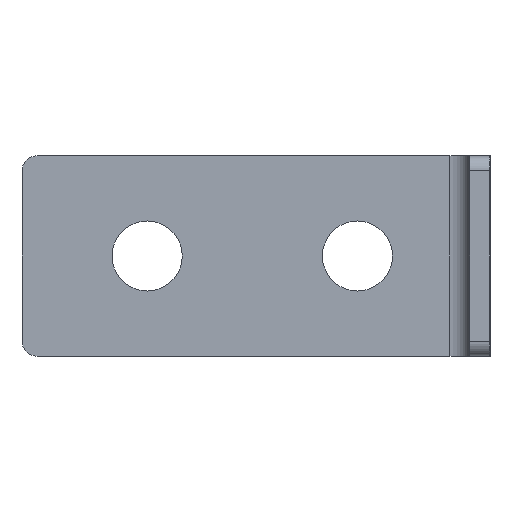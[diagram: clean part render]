
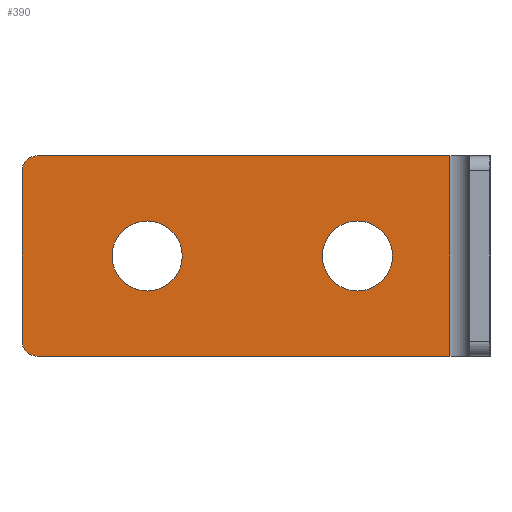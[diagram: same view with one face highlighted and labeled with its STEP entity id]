
A CAD part, left-side view. The second image highlights one B-rep face of the part: STEP entity #390.
In plain terms, the highlighted planar face has unit normal (-1, 0, 0).
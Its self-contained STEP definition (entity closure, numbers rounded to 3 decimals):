
#21=FACE_BOUND('',#85,.T.);
#22=FACE_BOUND('',#86,.T.);
#34=PLANE('',#455);
#56=FACE_OUTER_BOUND('',#84,.T.);
#84=EDGE_LOOP('',(#351,#352,#353,#354,#355,#356));
#85=EDGE_LOOP('',(#357));
#86=EDGE_LOOP('',(#358));
#91=LINE('',#589,#123);
#97=LINE('',#609,#129);
#112=LINE('',#658,#144);
#116=LINE('',#671,#148);
#123=VECTOR('',#470,10.);
#129=VECTOR('',#490,10.);
#144=VECTOR('',#543,10.);
#148=VECTOR('',#561,10.);
#151=CIRCLE('',#415,3.);
#156=CIRCLE('',#423,3.);
#169=CIRCLE('',#452,7.);
#170=CIRCLE('',#454,7.);
#171=VERTEX_POINT('',#576);
#172=VERTEX_POINT('',#577);
#176=VERTEX_POINT('',#587);
#182=VERTEX_POINT('',#603);
#183=VERTEX_POINT('',#607);
#197=VERTEX_POINT('',#647);
#201=VERTEX_POINT('',#673);
#202=VERTEX_POINT('',#677);
#203=EDGE_CURVE('',#171,#172,#151,.T.);
#209=EDGE_CURVE('',#176,#171,#91,.T.);
#216=EDGE_CURVE('',#182,#176,#156,.T.);
#219=EDGE_CURVE('',#183,#182,#97,.T.);
#244=EDGE_CURVE('',#183,#197,#112,.T.);
#250=EDGE_CURVE('',#172,#197,#116,.T.);
#252=EDGE_CURVE('',#201,#201,#169,.T.);
#254=EDGE_CURVE('',#202,#202,#170,.T.);
#351=ORIENTED_EDGE('',*,*,#203,.F.);
#352=ORIENTED_EDGE('',*,*,#209,.F.);
#353=ORIENTED_EDGE('',*,*,#216,.F.);
#354=ORIENTED_EDGE('',*,*,#219,.F.);
#355=ORIENTED_EDGE('',*,*,#244,.T.);
#356=ORIENTED_EDGE('',*,*,#250,.F.);
#357=ORIENTED_EDGE('',*,*,#252,.T.);
#358=ORIENTED_EDGE('',*,*,#254,.T.);
#390=ADVANCED_FACE('',(#56,#21,#22),#34,.T.);
#415=AXIS2_PLACEMENT_3D('',#578,#460,#461);
#423=AXIS2_PLACEMENT_3D('',#604,#484,#485);
#452=AXIS2_PLACEMENT_3D('',#675,#565,#566);
#454=AXIS2_PLACEMENT_3D('',#679,#570,#571);
#455=AXIS2_PLACEMENT_3D('',#680,#572,#573);
#460=DIRECTION('center_axis',(1.,0.,0.));
#461=DIRECTION('ref_axis',(0.,0.707,0.707));
#470=DIRECTION('',(0.,0.,1.));
#484=DIRECTION('center_axis',(1.,0.,0.));
#485=DIRECTION('ref_axis',(0.,0.707,-0.707));
#490=DIRECTION('',(0.,1.,0.));
#543=DIRECTION('',(0.,0.,1.));
#561=DIRECTION('',(0.,-1.,0.));
#565=DIRECTION('center_axis',(1.,0.,0.));
#566=DIRECTION('ref_axis',(0.,1.,0.));
#570=DIRECTION('center_axis',(1.,0.,0.));
#571=DIRECTION('ref_axis',(0.,1.,0.));
#572=DIRECTION('center_axis',(-1.,0.,0.));
#573=DIRECTION('ref_axis',(0.,0.,1.));
#576=CARTESIAN_POINT('',(-90.524,93.476,37.));
#577=CARTESIAN_POINT('',(-90.524,90.476,40.));
#578=CARTESIAN_POINT('Origin',(-90.524,90.476,37.));
#587=CARTESIAN_POINT('',(-90.524,93.476,3.));
#589=CARTESIAN_POINT('',(-90.524,93.476,40.));
#603=CARTESIAN_POINT('',(-90.524,90.476,0.));
#604=CARTESIAN_POINT('Origin',(-90.524,90.476,3.));
#607=CARTESIAN_POINT('',(-90.524,8.,0.));
#609=CARTESIAN_POINT('',(-90.524,93.476,0.));
#647=CARTESIAN_POINT('',(-90.524,8.,40.));
#658=CARTESIAN_POINT('',(-90.524,8.,30.));
#671=CARTESIAN_POINT('',(-90.524,-86.524,40.));
#673=CARTESIAN_POINT('',(-90.524,61.476,20.));
#675=CARTESIAN_POINT('Origin',(-90.524,68.476,20.));
#677=CARTESIAN_POINT('',(-90.524,19.476,20.));
#679=CARTESIAN_POINT('Origin',(-90.524,26.476,20.));
#680=CARTESIAN_POINT('Origin',(-90.524,3.476,20.));
